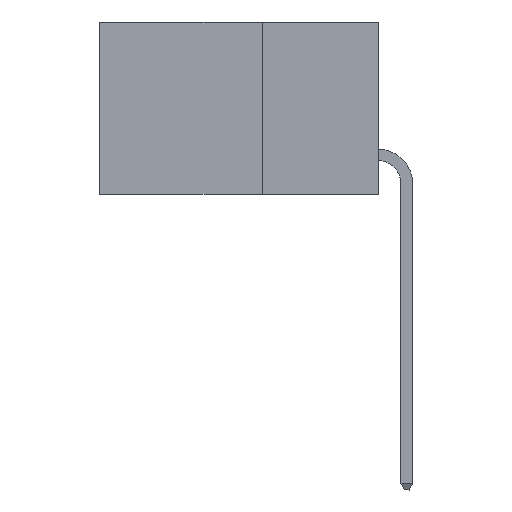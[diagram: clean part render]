
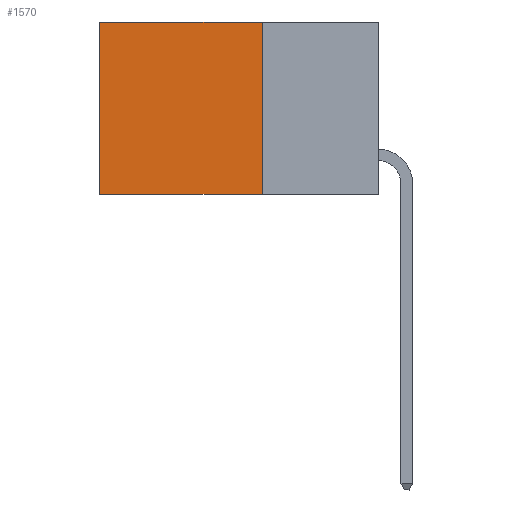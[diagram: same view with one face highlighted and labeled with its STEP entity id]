
A CAD part, left-side view. The second image highlights one B-rep face of the part: STEP entity #1570.
In plain terms, the highlighted planar face has unit normal (-1, 0, 0).
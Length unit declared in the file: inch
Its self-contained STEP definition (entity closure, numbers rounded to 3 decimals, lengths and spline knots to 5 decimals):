
#107 = CARTESIAN_POINT ( 'NONE',  ( 0.2615, 0.25, 0. ) ) ;
#499 = CARTESIAN_POINT ( 'NONE',  ( 0.2615, 0.25, -0.37 ) ) ;
#580 = ORIENTED_EDGE ( 'NONE', *, *, #7392, .F. ) ;
#1459 = CARTESIAN_POINT ( 'NONE',  ( 0.2615, 0.25, -0.37 ) ) ;
#1570 = ADVANCED_FACE ( 'NONE', ( #13922 ), #11751, .F. ) ;
#3165 = VERTEX_POINT ( 'NONE', #499 ) ;
#3171 = DIRECTION ( 'NONE',  ( 1., 0., 0. ) ) ;
#4851 = VERTEX_POINT ( 'NONE', #6069 ) ;
#5823 = VECTOR ( 'NONE', #6473, 39.37008 ) ;
#6031 = CARTESIAN_POINT ( 'NONE',  ( 0.2615, 0.25, -0.37 ) ) ;
#6069 = CARTESIAN_POINT ( 'NONE',  ( 0.2615, 0.6, 0. ) ) ;
#6353 = LINE ( 'NONE', #20348, #11119 ) ;
#6375 = LINE ( 'NONE', #6031, #14929 ) ;
#6473 = DIRECTION ( 'NONE',  ( 0., 0., -1. ) ) ;
#6565 = ORIENTED_EDGE ( 'NONE', *, *, #6631, .F. ) ;
#6631 = EDGE_CURVE ( 'NONE', #3165, #13714, #6375, .T. ) ;
#7392 = EDGE_CURVE ( 'NONE', #22258, #3165, #20396, .T. ) ;
#8451 = EDGE_CURVE ( 'NONE', #4851, #13714, #11515, .T. ) ;
#8976 = EDGE_CURVE ( 'NONE', #22258, #4851, #6353, .T. ) ;
#9814 = VECTOR ( 'NONE', #13176, 39.37008 ) ;
#10799 = EDGE_LOOP ( 'NONE', ( #20601, #6565, #580, #19286 ) ) ;
#11119 = VECTOR ( 'NONE', #18625, 39.37008 ) ;
#11515 = LINE ( 'NONE', #22421, #5823 ) ;
#11751 = PLANE ( 'NONE',  #17314 ) ;
#13176 = DIRECTION ( 'NONE',  ( 0., 0., -1. ) ) ;
#13287 = CARTESIAN_POINT ( 'NONE',  ( 0.2615, 0.25, -0.37 ) ) ;
#13714 = VERTEX_POINT ( 'NONE', #17809 ) ;
#13922 = FACE_OUTER_BOUND ( 'NONE', #10799, .T. ) ;
#14929 = VECTOR ( 'NONE', #18529, 39.37008 ) ;
#17314 = AXIS2_PLACEMENT_3D ( 'NONE', #1459, #3171, #20582 ) ;
#17809 = CARTESIAN_POINT ( 'NONE',  ( 0.2615, 0.6, -0.37 ) ) ;
#18529 = DIRECTION ( 'NONE',  ( 0., 1., 0. ) ) ;
#18625 = DIRECTION ( 'NONE',  ( 0., 1., 0. ) ) ;
#19286 = ORIENTED_EDGE ( 'NONE', *, *, #8976, .T. ) ;
#20348 = CARTESIAN_POINT ( 'NONE',  ( 0.2615, 0.25, 0. ) ) ;
#20396 = LINE ( 'NONE', #13287, #9814 ) ;
#20582 = DIRECTION ( 'NONE',  ( 0., 0., -1. ) ) ;
#20601 = ORIENTED_EDGE ( 'NONE', *, *, #8451, .T. ) ;
#22258 = VERTEX_POINT ( 'NONE', #107 ) ;
#22421 = CARTESIAN_POINT ( 'NONE',  ( 0.2615, 0.6, -0.37 ) ) ;
